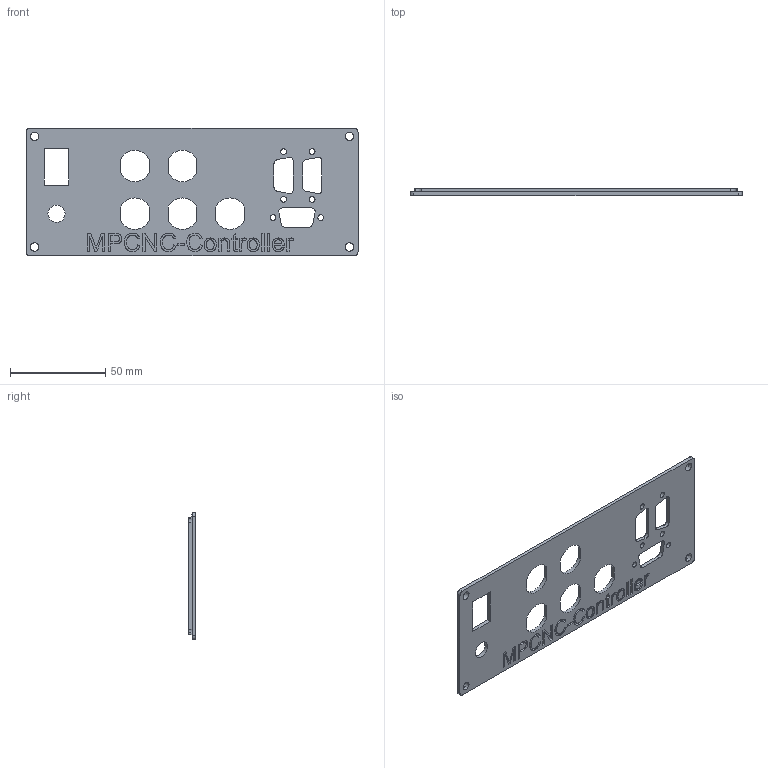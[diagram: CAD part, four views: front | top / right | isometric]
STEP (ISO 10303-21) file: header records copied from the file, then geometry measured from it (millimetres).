
FILE_DESCRIPTION(('FreeCAD Model'),'2;1');
FILE_NAME('Frontplatte-Komplett-korrigiert1.step','2019-04-18T11:22:34',('Author'),(''), 'Open CASCADE STEP processor 7.3','FreeCAD','Unknown');
FILE_SCHEMA(('AUTOMOTIVE_DESIGN { 1 0 10303 214 1 1 1 1 }'));
Length unit declared in the file: millimetre
Products named in the file (1): Frontplatte-Komplett
Bounding box: 174 x 4 x 66.7 mm (x, y, z)
Volume: 23240.1 mm3; surface area: 23845.1 mm2
Topology: 1 solids, 1 shells, 355 faces, 1005 edges, 669 vertices
Faces by surface type: extrusion 242, plane 76, cylinder 37
Full cylindrical faces by diameter (mm): 3 x6, 4.4 x4, 9 x1
Entity records: 32586 total; most frequent: CARTESIAN_POINT 12175, DIRECTION 2338, ORIENTED_EDGE 2002, PCURVE 2002, DEFINITIONAL_REPRESENTATION 2002, VECTOR 1844, LINE 1602, B_SPLINE_CURVE_WITH_KNOTS 1463
